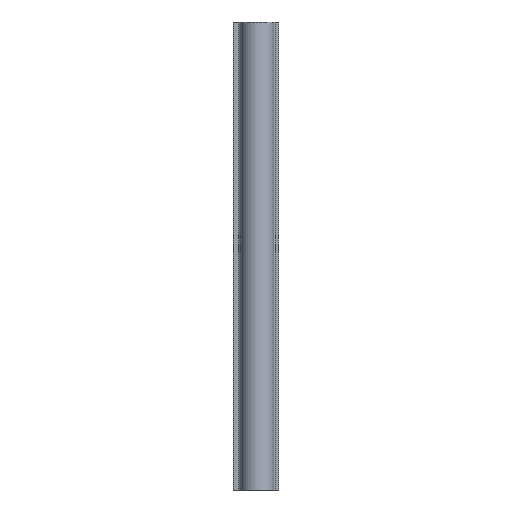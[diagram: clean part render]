
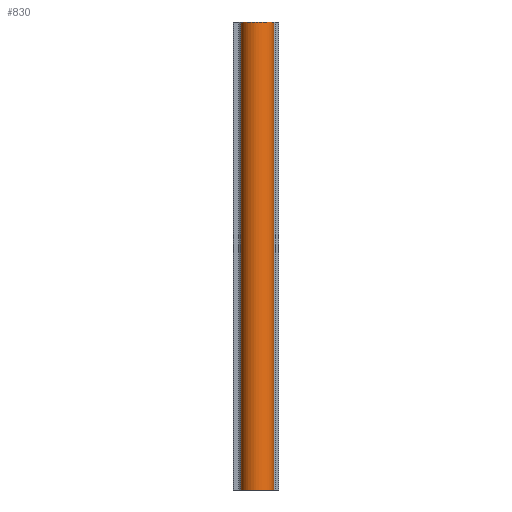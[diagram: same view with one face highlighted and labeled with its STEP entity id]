
A CAD part, front view. The second image highlights one B-rep face of the part: STEP entity #830.
In plain terms, the highlighted cylindrical face has radius 3.58 mm (diameter 7.161 mm), a partial arc.
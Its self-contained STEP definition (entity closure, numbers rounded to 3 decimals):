
#772=CARTESIAN_POINT('',(-3.58,-0.038,0.0));
#773=VERTEX_POINT('',#772);
#780=CARTESIAN_POINT('',(-3.58,-0.038,100.0));
#781=VERTEX_POINT('',#780);
#782=CARTESIAN_POINT('',(-3.58,-0.038,0.0));
#783=DIRECTION('',(0.0,0.0,1.0));
#784=VECTOR('',#783,100.0);
#785=LINE('',#782,#784);
#786=EDGE_CURVE('',#773,#781,#785,.T.);
#798=CARTESIAN_POINT('',(0.0,0.0,0.0));
#799=DIRECTION('',(0.0,0.0,1.0));
#800=DIRECTION('',(1.0,0.0,0.0));
#801=AXIS2_PLACEMENT_3D('',#798,#799,#800);
#802=CYLINDRICAL_SURFACE('',#801,3.58);
#803=CARTESIAN_POINT('',(3.544,-0.51,0.0));
#804=VERTEX_POINT('',#803);
#805=CARTESIAN_POINT('',(0.0,0.0,0.0));
#806=DIRECTION('',(0.0,0.0,1.0));
#807=DIRECTION('',(1.0,0.0,0.0));
#808=AXIS2_PLACEMENT_3D('',#805,#806,#807);
#809=CIRCLE('',#808,3.58);
#810=EDGE_CURVE('',#773,#804,#809,.T.);
#811=ORIENTED_EDGE('',*,*,#810,.T.);
#812=CARTESIAN_POINT('',(3.544,-0.51,100.0));
#813=VERTEX_POINT('',#812);
#814=CARTESIAN_POINT('',(3.544,-0.51,0.0));
#815=DIRECTION('',(0.0,0.0,1.0));
#816=VECTOR('',#815,100.0);
#817=LINE('',#814,#816);
#818=EDGE_CURVE('',#804,#813,#817,.T.);
#819=ORIENTED_EDGE('',*,*,#818,.T.);
#820=CARTESIAN_POINT('',(0.0,0.0,100.0));
#821=DIRECTION('',(0.0,0.0,1.0));
#822=DIRECTION('',(1.0,0.0,0.0));
#823=AXIS2_PLACEMENT_3D('',#820,#821,#822);
#824=CIRCLE('',#823,3.58);
#825=EDGE_CURVE('',#781,#813,#824,.T.);
#826=ORIENTED_EDGE('',*,*,#825,.F.);
#827=ORIENTED_EDGE('',*,*,#786,.F.);
#828=EDGE_LOOP('',(#811,#819,#826,#827));
#829=FACE_OUTER_BOUND('',#828,.T.);
#830=ADVANCED_FACE('',(#829),#802,.T.);
